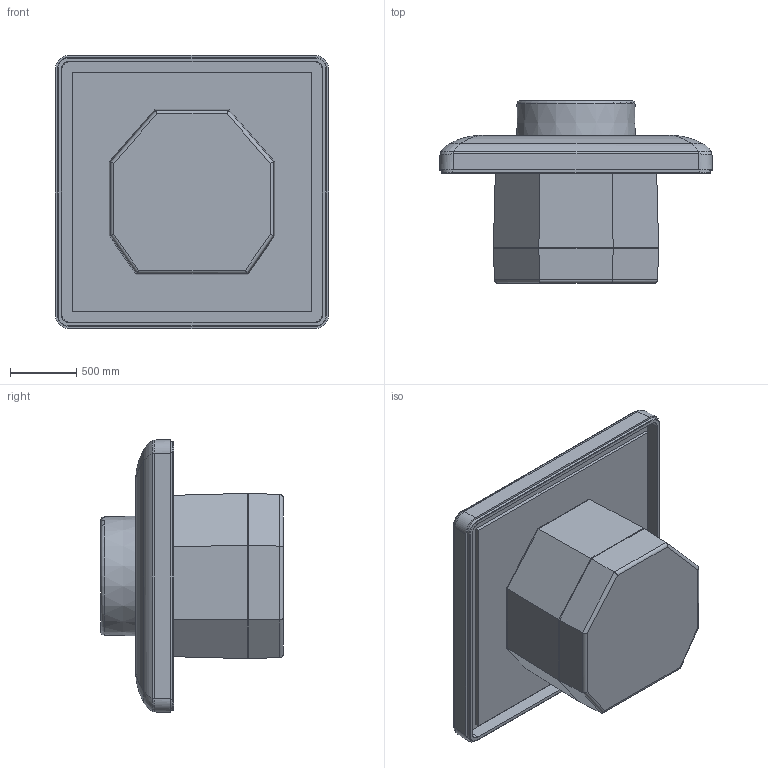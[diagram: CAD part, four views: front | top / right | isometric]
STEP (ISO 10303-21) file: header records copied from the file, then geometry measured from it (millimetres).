
FILE_DESCRIPTION (( 'STEP AP214' ), '1' );
FILE_NAME ('MCU SELECT DALI-2 EXC TW.STEP', '2025-08-01T11:41:35', ( '' ), ( '' ), 'SwSTEP 2.0', 'SolidWorks 2024', '' );
FILE_SCHEMA (( 'AUTOMOTIVE_DESIGN' ));
Length unit declared in the file: millimetre
Products named in the file (1): MCU SELECT DALI-2 EXC TW
Bounding box: 2055.63 x 1374.14 x 2055.63 mm (x, y, z)
Volume: 2017601028.4 mm3; surface area: 36211044.3 mm2
Topology: 8 solids, 9 shells, 276 faces, 691 edges, 441 vertices
Faces by surface type: plane 135, cylinder 65, bspline 52, cone 17, torus 7
Entity records: 14186 total; most frequent: CARTESIAN_POINT 8457, ORIENTED_EDGE 1354, DIRECTION 830, EDGE_CURVE 677, VERTEX_POINT 435, LINE 306, VECTOR 306, EDGE_LOOP 300
